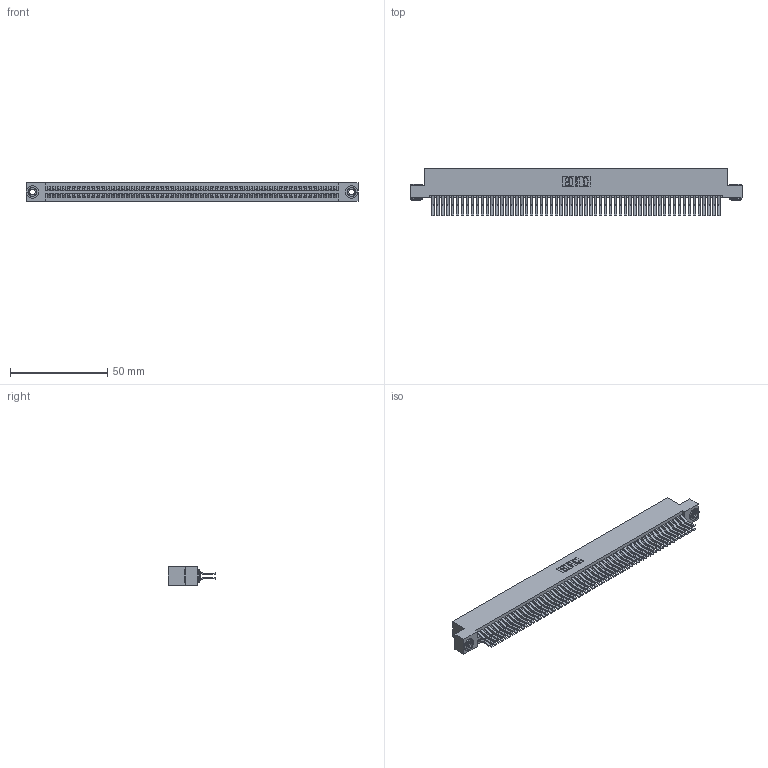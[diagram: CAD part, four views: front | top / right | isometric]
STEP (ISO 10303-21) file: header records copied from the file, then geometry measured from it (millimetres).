
FILE_DESCRIPTION (( 'STEP AP203' ), '1' );
FILE_NAME ('845-118-560-203.STEP', '2018-11-20T23:59:11', ( '' ), ( '' ), 'SwSTEP 2.0', 'SolidWorks 2016', '' );
FILE_SCHEMA (( 'CONFIG_CONTROL_DESIGN' ));
Length unit declared in the file: inch
Products named in the file (4): 345-250-002_345-250-002-102; 845-118-560-203; 845 Part_Flush Mounting Lugs - 0.156 Dia-TH; 345-292-001_560 Tail
Assembly tree (121 placements, depth 2):
  845-118-560-203
    845 Part_Flush Mounting Lugs - 0.156 Dia-TH
    345-292-001_560 Tail  x118
    345-250-002_345-250-002-102  x2
Bounding box: 171.07 x 24.45 x 9.4 mm (x, y, z)
Volume: 17568.5 mm3; surface area: 28492.5 mm2
Topology: 121 solids, 121 shells, 6300 faces, 18707 edges, 12310 vertices
Faces by surface type: plane 3984, cylinder 2308, cone 8
Entity records: 44742 total; most frequent: CARTESIAN_POINT 7459, ORIENTED_EDGE 7386, DIRECTION 6591, EDGE_CURVE 3693, LINE 3297, VECTOR 3297, VERTEX_POINT 2458, AXIS2_PLACEMENT_3D 1647
